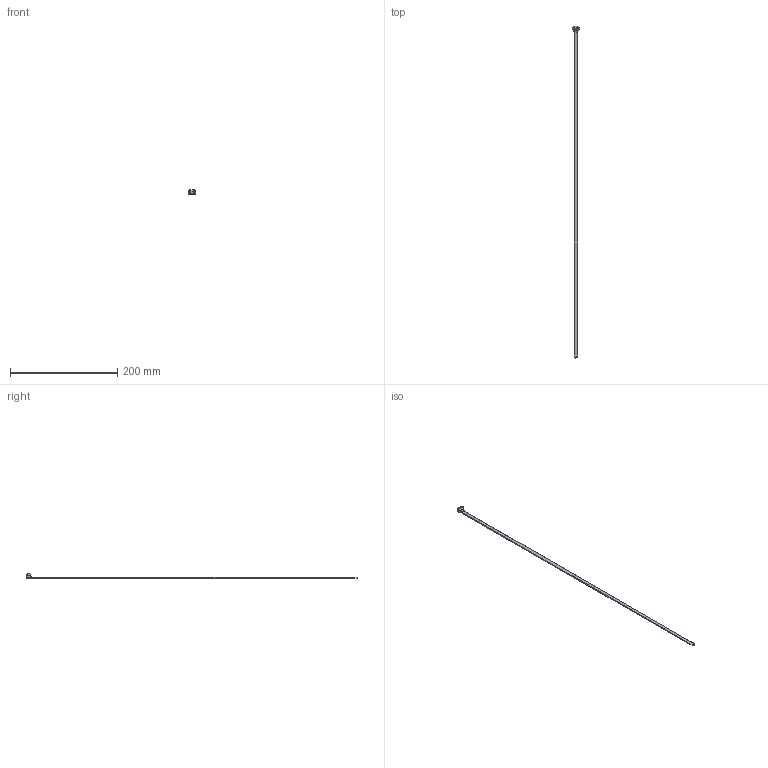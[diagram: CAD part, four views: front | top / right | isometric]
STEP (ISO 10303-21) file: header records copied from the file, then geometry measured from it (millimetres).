
FILE_DESCRIPTION(/* description */ (''),/* implementation_level */ '2;1');
FILE_NAME(/* name */ 'PANDUIT_BT7LH',/* time_stamp */ '2012-01-23T14:16:06-06:00',/* author */ (''),/* organization */ (''),/* preprocessor_version */ 'ST-DEVELOPER v9',/* originating_system */ 'UGS - NX 3.0',/* authorisation */ '');
FILE_SCHEMA (('CONFIG_CONTROL_DESIGN'));
Length unit declared in the file: inch
Products named in the file (1): bwg1A229ni0
Bounding box: 13.19 x 619.76 x 8.13 mm (x, y, z)
Volume: 7344.7 mm3; surface area: 10378.6 mm2
Topology: 1 solids, 1 shells, 58 faces, 147 edges, 90 vertices
Faces by surface type: cylinder 19, plane 17, torus 10, bspline 6, extrusion 4, sphere 2
Entity records: 2135 total; most frequent: CARTESIAN_POINT 638, DIRECTION 307, ORIENTED_EDGE 294, EDGE_CURVE 147, AXIS2_PLACEMENT_3D 119, VERTEX_POINT 90, CIRCLE 70, VECTOR 69
